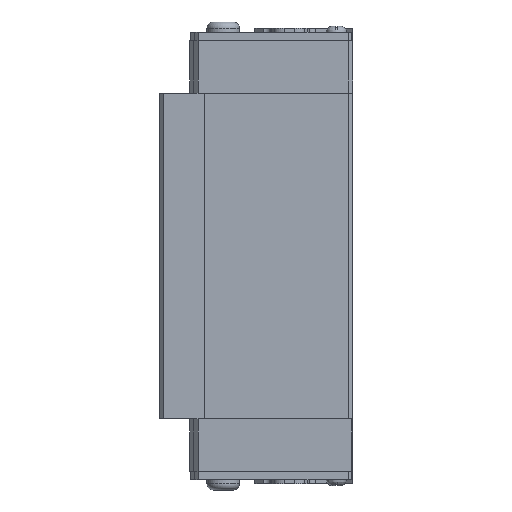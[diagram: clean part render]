
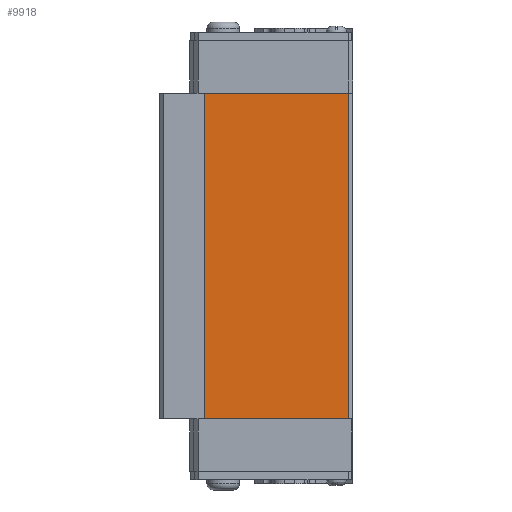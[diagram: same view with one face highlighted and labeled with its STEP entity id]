
A CAD part, left-side view. The second image highlights one B-rep face of the part: STEP entity #9918.
In plain terms, the highlighted planar face has unit normal (-1, 0, 0).
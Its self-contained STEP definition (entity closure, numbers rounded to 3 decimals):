
#1036=FACE_OUTER_BOUND('',#1567,.T.);
#1567=EDGE_LOOP('',(#8427,#8428,#8429,#8430));
#2504=LINE('',#16715,#3499);
#2515=LINE('',#16735,#3510);
#2559=LINE('',#16820,#3554);
#2560=LINE('',#16821,#3555);
#3499=VECTOR('',#12431,10.);
#3510=VECTOR('',#12446,10.);
#3554=VECTOR('',#12524,10.);
#3555=VECTOR('',#12525,10.);
#4481=VERTEX_POINT('',#16712);
#4482=VERTEX_POINT('',#16714);
#4489=VERTEX_POINT('',#16733);
#4513=VERTEX_POINT('',#16819);
#5790=EDGE_CURVE('',#4481,#4482,#2504,.T.);
#5801=EDGE_CURVE('',#4489,#4481,#2515,.T.);
#5845=EDGE_CURVE('',#4513,#4489,#2559,.T.);
#5846=EDGE_CURVE('',#4482,#4513,#2560,.T.);
#8427=ORIENTED_EDGE('',*,*,#5801,.F.);
#8428=ORIENTED_EDGE('',*,*,#5845,.F.);
#8429=ORIENTED_EDGE('',*,*,#5846,.F.);
#8430=ORIENTED_EDGE('',*,*,#5790,.F.);
#8954=PLANE('',#10494);
#9918=ADVANCED_FACE('',(#1036),#8954,.T.);
#10494=AXIS2_PLACEMENT_3D('',#16818,#12522,#12523);
#12431=DIRECTION('',(0.,1.,0.));
#12446=DIRECTION('',(0.,0.,-1.));
#12522=DIRECTION('center_axis',(-1.,0.,0.));
#12523=DIRECTION('ref_axis',(0.,-1.,0.));
#12524=DIRECTION('',(0.,-1.,0.));
#12525=DIRECTION('',(0.,0.,1.));
#16712=CARTESIAN_POINT('',(-34.75,1.,-40.));
#16714=CARTESIAN_POINT('',(-34.75,36.5,-40.));
#16715=CARTESIAN_POINT('',(-34.75,36.5,-40.));
#16733=CARTESIAN_POINT('',(-34.75,1.,40.));
#16735=CARTESIAN_POINT('',(-34.75,1.,0.));
#16818=CARTESIAN_POINT('Origin',(-34.75,36.5,0.));
#16819=CARTESIAN_POINT('',(-34.75,36.5,40.));
#16820=CARTESIAN_POINT('',(-34.75,36.5,40.));
#16821=CARTESIAN_POINT('',(-34.75,36.5,0.));
